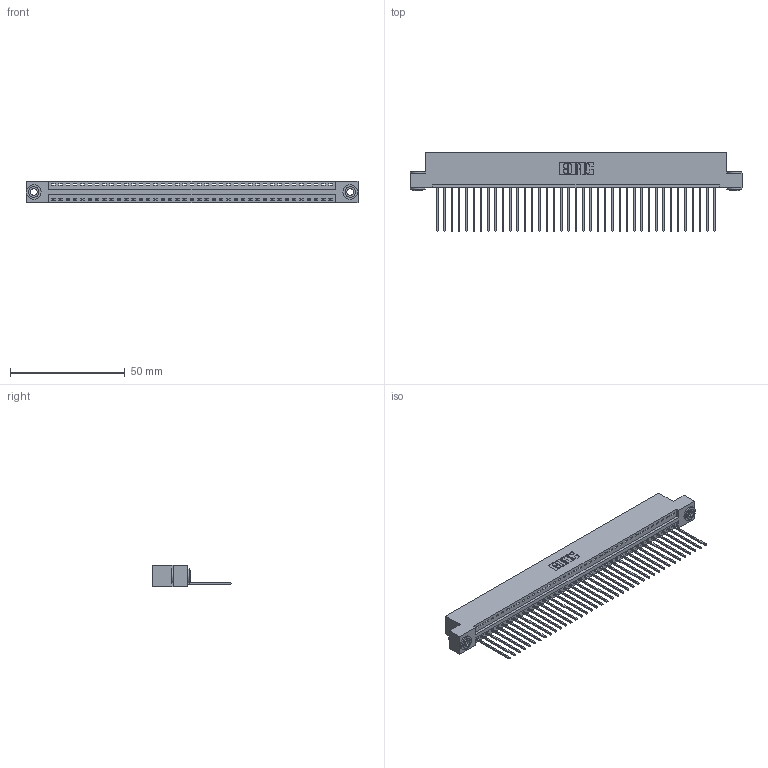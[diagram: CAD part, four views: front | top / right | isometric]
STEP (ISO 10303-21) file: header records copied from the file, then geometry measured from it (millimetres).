
FILE_DESCRIPTION (( 'STEP AP203' ), '1' );
FILE_NAME ('346-039-541-103.STEP', '2018-08-24T07:36:37', ( '' ), ( '' ), 'SwSTEP 2.0', 'SolidWorks 2016', '' );
FILE_SCHEMA (( 'CONFIG_CONTROL_DESIGN' ));
Length unit declared in the file: inch
Products named in the file (4): 345-250-002_345-250-002-102; 346-039-541-103; 346 Part_Flush Mounting Lugs - 0.156 Dia-TH; 345-292-001_345-293-141
Assembly tree (42 placements, depth 2):
  346-039-541-103
    346 Part_Flush Mounting Lugs - 0.156 Dia-TH
    345-292-001_345-293-141  x39
    345-250-002_345-250-002-102  x2
Bounding box: 144.4 x 34.29 x 9.4 mm (x, y, z)
Volume: 13949.6 mm3; surface area: 18390.8 mm2
Topology: 42 solids, 42 shells, 2422 faces, 7269 edges, 4790 vertices
Faces by surface type: plane 1646, cylinder 768, cone 8
Entity records: 25276 total; most frequent: CARTESIAN_POINT 4312, ORIENTED_EDGE 4278, DIRECTION 3839, EDGE_CURVE 2139, LINE 1827, VECTOR 1827, VERTEX_POINT 1422, AXIS2_PLACEMENT_3D 1006
